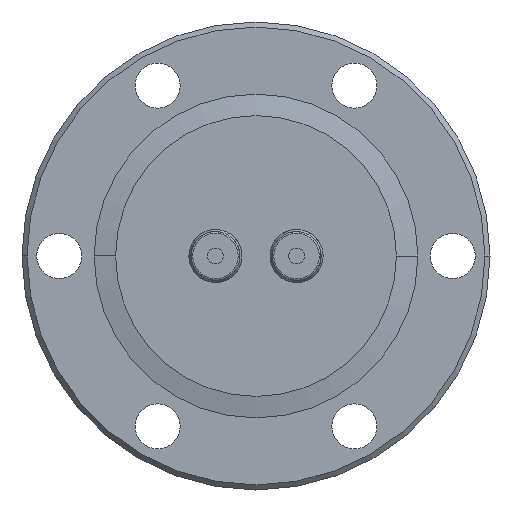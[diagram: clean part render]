
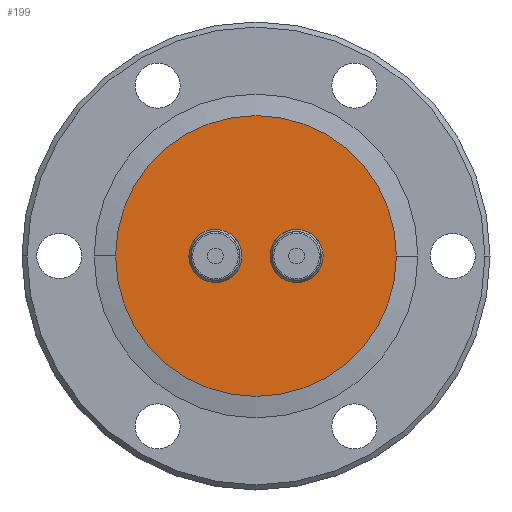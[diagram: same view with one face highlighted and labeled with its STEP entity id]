
A CAD part, front view. The second image highlights one B-rep face of the part: STEP entity #199.
In plain terms, the highlighted planar face has unit normal (0, -1, 0).
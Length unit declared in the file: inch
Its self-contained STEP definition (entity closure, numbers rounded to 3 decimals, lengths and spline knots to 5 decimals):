
#199 = ADVANCED_FACE ( 'NONE', ( #5106, #5093, #5098 ), #1034, .T. ) ;
#477 = DIRECTION ( 'NONE',  ( 0., 0., -1. ) ) ;
#478 = DIRECTION ( 'NONE',  ( 0., 1., 0. ) ) ;
#479 = CARTESIAN_POINT ( 'NONE',  ( 0.2385, -1.66333, 0. ) ) ;
#1030 = DIRECTION ( 'NONE',  ( -1., 0., 0. ) ) ;
#1034 = PLANE ( 'NONE',  #2498 ) ;
#1036 = CARTESIAN_POINT ( 'NONE',  ( 0., -1.66333, 0.825 ) ) ;
#1038 = DIRECTION ( 'NONE',  ( 0., -1., 0. ) ) ;
#1730 = DIRECTION ( 'NONE',  ( 0., -1., 0. ) ) ;
#1731 = DIRECTION ( 'NONE',  ( -1., 0., 0. ) ) ;
#1736 = CARTESIAN_POINT ( 'NONE',  ( 0., -1.66333, 0. ) ) ;
#1967 = CARTESIAN_POINT ( 'NONE',  ( 0.825, -1.66333, 0. ) ) ;
#2023 = CARTESIAN_POINT ( 'NONE',  ( -0.09697, -1.66333, 0.02916 ) ) ;
#2024 = CARTESIAN_POINT ( 'NONE',  ( -0.38003, -1.66333, -0.02916 ) ) ;
#2029 = CARTESIAN_POINT ( 'NONE',  ( -0.825, -1.66333, 0. ) ) ;
#2060 = DIRECTION ( 'NONE',  ( 0., 0., -1. ) ) ;
#2068 = DIRECTION ( 'NONE',  ( 0., 1., 0. ) ) ;
#2069 = CARTESIAN_POINT ( 'NONE',  ( -0.2385, -1.66333, 0. ) ) ;
#2073 = CARTESIAN_POINT ( 'NONE',  ( 0.09697, -1.66333, -0.02916 ) ) ;
#2074 = CARTESIAN_POINT ( 'NONE',  ( 0.38003, -1.66333, 0.02916 ) ) ;
#2249 = AXIS2_PLACEMENT_3D ( 'NONE', #4462, #4461, #4460 ) ;
#2250 = AXIS2_PLACEMENT_3D ( 'NONE', #4464, #4465, #4463 ) ;
#2251 = AXIS2_PLACEMENT_3D ( 'NONE', #4468, #4467, #4466 ) ;
#2374 = AXIS2_PLACEMENT_3D ( 'NONE', #1736, #1730, #1731 ) ;
#2395 = AXIS2_PLACEMENT_3D ( 'NONE', #2069, #2068, #2060 ) ;
#2433 = AXIS2_PLACEMENT_3D ( 'NONE', #479, #478, #477 ) ;
#2498 = AXIS2_PLACEMENT_3D ( 'NONE', #1036, #1038, #1030 ) ;
#2757 = EDGE_CURVE ( 'NONE', #3073, #3074, #4912, .T. ) ;
#2818 = EDGE_CURVE ( 'NONE', #3112, #3113, #4826, .T. ) ;
#2853 = EDGE_CURVE ( 'NONE', #3150, #3107, #4772, .T. ) ;
#3073 = VERTEX_POINT ( 'NONE', #2074 ) ;
#3074 = VERTEX_POINT ( 'NONE', #2073 ) ;
#3107 = VERTEX_POINT ( 'NONE', #2029 ) ;
#3112 = VERTEX_POINT ( 'NONE', #2024 ) ;
#3113 = VERTEX_POINT ( 'NONE', #2023 ) ;
#3150 = VERTEX_POINT ( 'NONE', #1967 ) ;
#4038 = EDGE_LOOP ( 'NONE', ( #5477, #5478 ) ) ;
#4045 = EDGE_LOOP ( 'NONE', ( #5475, #5476 ) ) ;
#4058 = EDGE_LOOP ( 'NONE', ( #5473, #5474 ) ) ;
#4267 = EDGE_CURVE ( 'NONE', #3113, #3112, #4500, .T. ) ;
#4268 = EDGE_CURVE ( 'NONE', #3107, #3150, #4499, .T. ) ;
#4269 = EDGE_CURVE ( 'NONE', #3074, #3073, #4498, .T. ) ;
#4460 = DIRECTION ( 'NONE',  ( 0., 0., -1. ) ) ;
#4461 = DIRECTION ( 'NONE',  ( 0., 1., 0. ) ) ;
#4462 = CARTESIAN_POINT ( 'NONE',  ( 0.2385, -1.66333, 0. ) ) ;
#4463 = DIRECTION ( 'NONE',  ( -1., 0., 0. ) ) ;
#4464 = CARTESIAN_POINT ( 'NONE',  ( 0., -1.66333, 0. ) ) ;
#4465 = DIRECTION ( 'NONE',  ( 0., -1., 0. ) ) ;
#4466 = DIRECTION ( 'NONE',  ( 0., 0., -1. ) ) ;
#4467 = DIRECTION ( 'NONE',  ( 0., 1., 0. ) ) ;
#4468 = CARTESIAN_POINT ( 'NONE',  ( -0.2385, -1.66333, 0. ) ) ;
#4498 = CIRCLE ( 'NONE', #2249, 0.1445 ) ;
#4499 = CIRCLE ( 'NONE', #2250, 0.825 ) ;
#4500 = CIRCLE ( 'NONE', #2251, 0.1445 ) ;
#4772 = CIRCLE ( 'NONE', #2374, 0.825 ) ;
#4826 = CIRCLE ( 'NONE', #2395, 0.1445 ) ;
#4912 = CIRCLE ( 'NONE', #2433, 0.1445 ) ;
#5093 = FACE_OUTER_BOUND ( 'NONE', #4045, .T. ) ;
#5098 = FACE_BOUND ( 'NONE', #4038, .T. ) ;
#5106 = FACE_BOUND ( 'NONE', #4058, .T. ) ;
#5473 = ORIENTED_EDGE ( 'NONE', *, *, #4267, .T. ) ;
#5474 = ORIENTED_EDGE ( 'NONE', *, *, #2818, .T. ) ;
#5475 = ORIENTED_EDGE ( 'NONE', *, *, #4268, .T. ) ;
#5476 = ORIENTED_EDGE ( 'NONE', *, *, #2853, .T. ) ;
#5477 = ORIENTED_EDGE ( 'NONE', *, *, #4269, .T. ) ;
#5478 = ORIENTED_EDGE ( 'NONE', *, *, #2757, .T. ) ;
